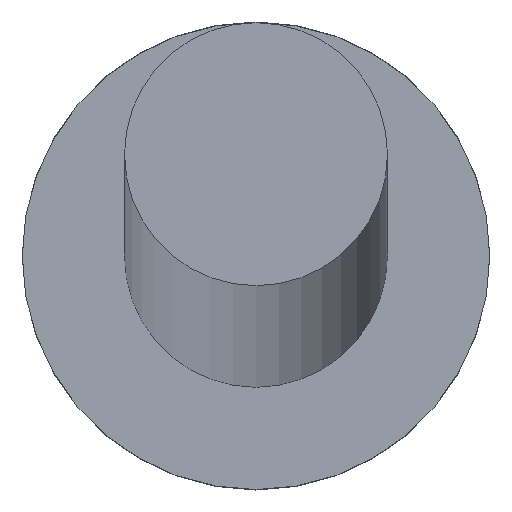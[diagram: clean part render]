
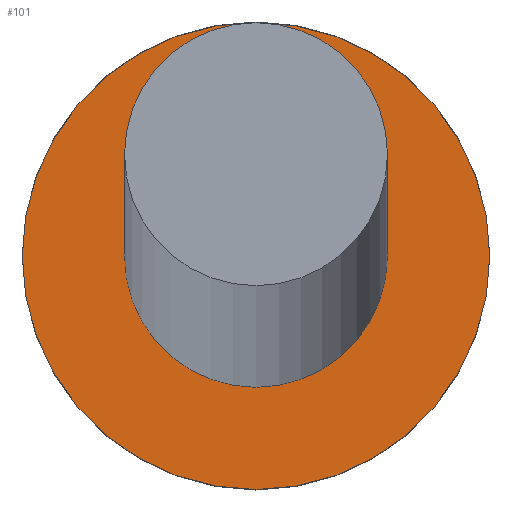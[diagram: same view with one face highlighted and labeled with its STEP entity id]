
A CAD part, top view. The second image highlights one B-rep face of the part: STEP entity #101.
In plain terms, the highlighted planar face has unit normal (0, 0, 1).
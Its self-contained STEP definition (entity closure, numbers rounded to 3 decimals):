
#13 = FACE_OUTER_BOUND ( 'NONE', #91, .T. ) ;
#14 = EDGE_CURVE ( 'NONE', #222, #168, #139, .T. ) ;
#23 = EDGE_LOOP ( 'NONE', ( #215, #64 ) ) ;
#40 = AXIS2_PLACEMENT_3D ( 'NONE', #123, #79, #99 ) ;
#47 = CIRCLE ( 'NONE', #176, 2.25 ) ;
#48 = DIRECTION ( 'NONE',  ( 0., 0., 1. ) ) ;
#55 = FACE_BOUND ( 'NONE', #23, .T. ) ;
#57 = AXIS2_PLACEMENT_3D ( 'NONE', #95, #48, #173 ) ;
#64 = ORIENTED_EDGE ( 'NONE', *, *, #14, .F. ) ;
#73 = ORIENTED_EDGE ( 'NONE', *, *, #111, .T. ) ;
#79 = DIRECTION ( 'NONE',  ( 0., 0., 1. ) ) ;
#85 = DIRECTION ( 'NONE',  ( 0., 0., 1. ) ) ;
#87 = CARTESIAN_POINT ( 'NONE',  ( 4., 0., 4. ) ) ;
#88 = VERTEX_POINT ( 'NONE', #235 ) ;
#91 = EDGE_LOOP ( 'NONE', ( #73, #203 ) ) ;
#95 = CARTESIAN_POINT ( 'NONE',  ( 0., 0., 4. ) ) ;
#99 = DIRECTION ( 'NONE',  ( 1., 0., 0. ) ) ;
#100 = AXIS2_PLACEMENT_3D ( 'NONE', #182, #159, #232 ) ;
#101 = ADVANCED_FACE ( 'NONE', ( #55, #13 ), #181, .T. ) ;
#106 = VERTEX_POINT ( 'NONE', #87 ) ;
#109 = AXIS2_PLACEMENT_3D ( 'NONE', #200, #85, #179 ) ;
#110 = DIRECTION ( 'NONE',  ( 1., 0., 0. ) ) ;
#111 = EDGE_CURVE ( 'NONE', #88, #106, #190, .T. ) ;
#122 = EDGE_CURVE ( 'NONE', #106, #88, #226, .T. ) ;
#123 = CARTESIAN_POINT ( 'NONE',  ( 0., 0., 4. ) ) ;
#133 = DIRECTION ( 'NONE',  ( 0., 0., 1. ) ) ;
#139 = CIRCLE ( 'NONE', #57, 2.25 ) ;
#159 = DIRECTION ( 'NONE',  ( 0., 0., 1. ) ) ;
#164 = CARTESIAN_POINT ( 'NONE',  ( -2.25, 0., 4. ) ) ;
#168 = VERTEX_POINT ( 'NONE', #164 ) ;
#173 = DIRECTION ( 'NONE',  ( 1., 0., 0. ) ) ;
#176 = AXIS2_PLACEMENT_3D ( 'NONE', #230, #133, #110 ) ;
#179 = DIRECTION ( 'NONE',  ( 1., 0., 0. ) ) ;
#181 = PLANE ( 'NONE',  #40 ) ;
#182 = CARTESIAN_POINT ( 'NONE',  ( 0., 0., 4. ) ) ;
#190 = CIRCLE ( 'NONE', #100, 4. ) ;
#200 = CARTESIAN_POINT ( 'NONE',  ( 0., 0., 4. ) ) ;
#203 = ORIENTED_EDGE ( 'NONE', *, *, #122, .T. ) ;
#215 = ORIENTED_EDGE ( 'NONE', *, *, #231, .F. ) ;
#222 = VERTEX_POINT ( 'NONE', #254 ) ;
#226 = CIRCLE ( 'NONE', #109, 4. ) ;
#230 = CARTESIAN_POINT ( 'NONE',  ( 0., 0., 4. ) ) ;
#231 = EDGE_CURVE ( 'NONE', #168, #222, #47, .T. ) ;
#232 = DIRECTION ( 'NONE',  ( 1., 0., 0. ) ) ;
#235 = CARTESIAN_POINT ( 'NONE',  ( -4., 0., 4. ) ) ;
#254 = CARTESIAN_POINT ( 'NONE',  ( 2.25, 0., 4. ) ) ;
